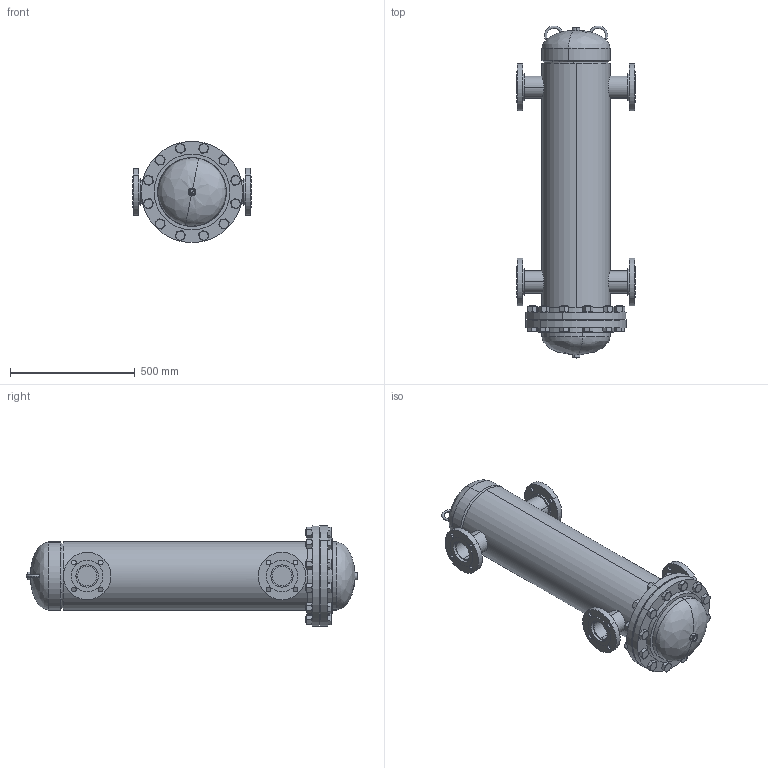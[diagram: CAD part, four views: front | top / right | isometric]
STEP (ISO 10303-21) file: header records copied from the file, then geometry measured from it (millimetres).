
FILE_DESCRIPTION (( 'STEP AP203' ), '1' );
FILE_NAME ('PSAVR-3.STEP', '2021-03-15T13:19:17', ( '' ), ( '' ), 'SwSTEP 2.0', 'SolidWorks 2021', '' );
FILE_SCHEMA (( 'CONFIG_CONTROL_DESIGN' ));
Length unit declared in the file: inch
Products named in the file (18): 9800614_9800614; 9201570; 99J0121; Garlock F.F. Gaskets 150# .0625 tk_9471010; 99A0354; 9500030; 9400526; PSAVR-3; 9800635_9800635; 99J0120; 9400540; 9461110; 9301080_4.625; 73J0492; 99P0545_59.875; 9461060; 9103180_7.25
Assembly tree (65 placements, depth 3):
  PSAVR-3
    99P0545_59.875
    9201570
    9201570
    9500030  x2
    9301080_4.625  x4
    9461060  x4
    9461110  x2
    Garlock F.F. Gaskets 150# .0625 tk_9471010
    9400526
    9400540  x2
    73J0492  x2
    9800614_9800614  x12
    9800635_9800635  x12
    99A0354  x2
      99J0120
      99J0121
      9103180_7.25
Bounding box: 476.25 x 1331.34 x 404.85 mm (x, y, z)
Volume: 19737607.6 mm3; surface area: 7335845 mm2
Topology: 81 solids, 81 shells, 1138 faces, 2462 edges, 1512 vertices
Faces by surface type: cylinder 432, plane 398, cone 296, bspline 8, torus 4
Entity records: 12672 total; most frequent: CARTESIAN_POINT 3130, DIRECTION 1462, ORIENTED_EDGE 1180, AXIS2_PLACEMENT_3D 614, EDGE_CURVE 590, VERTEX_POINT 370, EDGE_LOOP 346, CIRCLE 296
